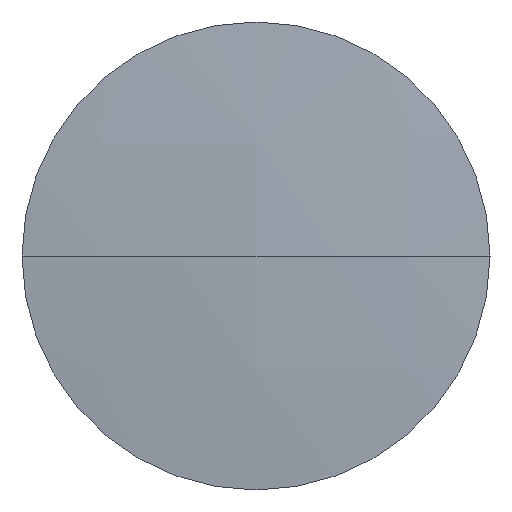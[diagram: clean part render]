
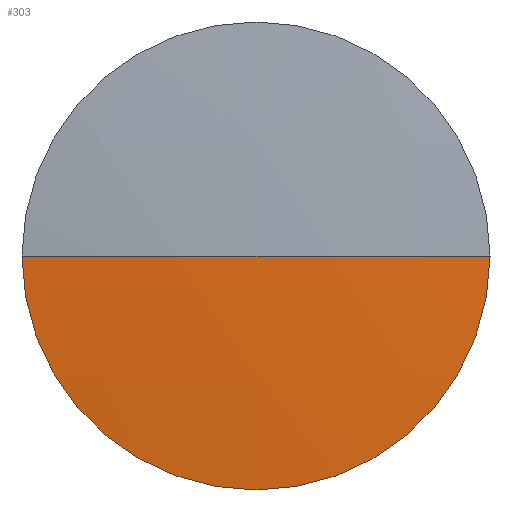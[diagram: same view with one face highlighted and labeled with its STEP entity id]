
A CAD part, left-side view. The second image highlights one B-rep face of the part: STEP entity #303.
In plain terms, the highlighted spherical face has radius 350.755 mm.
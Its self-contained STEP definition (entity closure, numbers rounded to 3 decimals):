
#2 = EDGE_CURVE ( 'NONE', #71, #199, #164, .T. ) ;
#7 = CARTESIAN_POINT ( 'NONE',  ( 226.605, 98.981, 0. ) ) ;
#29 = CIRCLE ( 'NONE', #299, 350.755 ) ;
#43 = DIRECTION ( 'NONE',  ( 0., 0., 1. ) ) ;
#44 = CARTESIAN_POINT ( 'NONE',  ( 226.605, 133.981, 0. ) ) ;
#50 = CARTESIAN_POINT ( 'NONE',  ( 575.609, 133.981, 0. ) ) ;
#55 = SPHERICAL_SURFACE ( 'NONE', #62, 350.755 ) ;
#61 = VERTEX_POINT ( 'NONE', #66 ) ;
#62 = AXIS2_PLACEMENT_3D ( 'NONE', #50, #262, #179 ) ;
#66 = CARTESIAN_POINT ( 'NONE',  ( 224.854, 133.981, 0. ) ) ;
#70 = CIRCLE ( 'NONE', #288, 350.755 ) ;
#71 = VERTEX_POINT ( 'NONE', #110 ) ;
#96 = DIRECTION ( 'NONE',  ( 0., 1., 0. ) ) ;
#97 = DIRECTION ( 'NONE',  ( 0., 0., -1. ) ) ;
#110 = CARTESIAN_POINT ( 'NONE',  ( 226.605, 168.981, 0. ) ) ;
#114 = ORIENTED_EDGE ( 'NONE', *, *, #2, .T. ) ;
#115 = DIRECTION ( 'NONE',  ( 1., 0., 0. ) ) ;
#146 = EDGE_CURVE ( 'NONE', #71, #61, #29, .T. ) ;
#159 = CARTESIAN_POINT ( 'NONE',  ( 575.609, 133.981, 0. ) ) ;
#164 = CIRCLE ( 'NONE', #246, 35. ) ;
#177 = DIRECTION ( 'NONE',  ( -1., 0., 0. ) ) ;
#179 = DIRECTION ( 'NONE',  ( 0., 1., 0. ) ) ;
#196 = ORIENTED_EDGE ( 'NONE', *, *, #243, .T. ) ;
#199 = VERTEX_POINT ( 'NONE', #7 ) ;
#218 = EDGE_LOOP ( 'NONE', ( #114, #196, #284 ) ) ;
#230 = CARTESIAN_POINT ( 'NONE',  ( 575.609, 133.981, 0. ) ) ;
#243 = EDGE_CURVE ( 'NONE', #199, #61, #70, .T. ) ;
#246 = AXIS2_PLACEMENT_3D ( 'NONE', #44, #177, #286 ) ;
#262 = DIRECTION ( 'NONE',  ( 0., 0., -1. ) ) ;
#263 = FACE_OUTER_BOUND ( 'NONE', #218, .T. ) ;
#284 = ORIENTED_EDGE ( 'NONE', *, *, #146, .F. ) ;
#286 = DIRECTION ( 'NONE',  ( 0., -1., 0. ) ) ;
#288 = AXIS2_PLACEMENT_3D ( 'NONE', #159, #97, #96 ) ;
#299 = AXIS2_PLACEMENT_3D ( 'NONE', #230, #43, #115 ) ;
#303 = ADVANCED_FACE ( 'NONE', ( #263 ), #55, .T. ) ;
